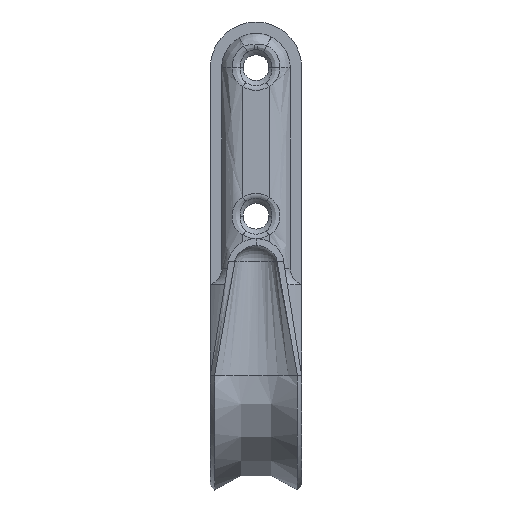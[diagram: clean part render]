
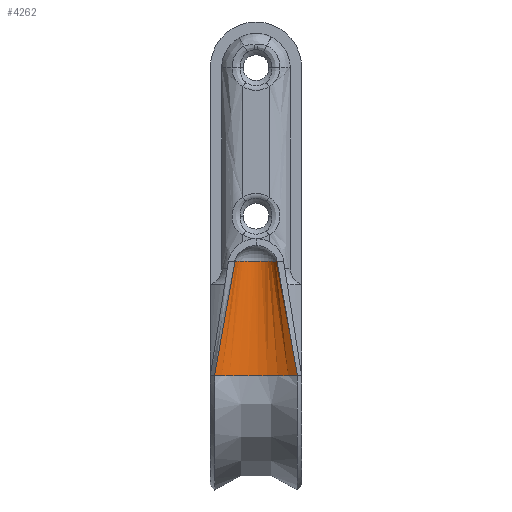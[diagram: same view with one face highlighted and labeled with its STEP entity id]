
A CAD part, top view. The second image highlights one B-rep face of the part: STEP entity #4262.
In plain terms, the highlighted free-form (B-spline) face has degree [3, 1] with [18, 2] control points.
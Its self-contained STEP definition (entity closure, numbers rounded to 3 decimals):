
#93 = CARTESIAN_POINT ( 'NONE',  ( -1.354, 0., 17.56 ) ) ;
#233 = CARTESIAN_POINT ( 'NONE',  ( -6.266, 0., 19.282 ) ) ;
#344 = ORIENTED_EDGE ( 'NONE', *, *, #3506, .F. ) ;
#357 = CARTESIAN_POINT ( 'NONE',  ( -5.474, 10.012, 20. ) ) ;
#358 = CARTESIAN_POINT ( 'NONE',  ( 3.687, 20.023, 20. ) ) ;
#394 = CARTESIAN_POINT ( 'NONE',  ( 3.573, 20.023, 19.715 ) ) ;
#530 = CARTESIAN_POINT ( 'NONE',  ( 1.719, 20.023, 17.866 ) ) ;
#672 = CARTESIAN_POINT ( 'NONE',  ( -1.719, 20.023, 17.866 ) ) ;
#681 = FACE_OUTER_BOUND ( 'NONE', #2688, .T. ) ;
#807 = CARTESIAN_POINT ( 'NONE',  ( -3.573, 20.023, 19.715 ) ) ;
#935 = LINE ( 'NONE', #357, #1003 ) ;
#977 = CARTESIAN_POINT ( 'NONE',  ( 6.785, 0., 19.628 ) ) ;
#1003 = VECTOR ( 'NONE', #5295, 1000. ) ;
#1111 = CARTESIAN_POINT ( 'NONE',  ( 2.677, 0., 17.789 ) ) ;
#1244 = CARTESIAN_POINT ( 'NONE',  ( -2.677, 0., 17.789 ) ) ;
#1379 = CARTESIAN_POINT ( 'NONE',  ( -6.785, 0., 19.628 ) ) ;
#1534 =( BOUNDED_CURVE ( )  B_SPLINE_CURVE ( 3, ( #5348, #2176, #4701, #4453 ),
 .UNSPECIFIED., .F., .F. ) 
 B_SPLINE_CURVE_WITH_KNOTS ( ( 4, 4 ),
 ( 0., 1. ),
 .UNSPECIFIED. ) 
 CURVE ( )  GEOMETRIC_REPRESENTATION_ITEM ( )  RATIONAL_B_SPLINE_CURVE ( ( 1., 0.859, 0.859, 1. ) ) 
 REPRESENTATION_ITEM ( '' )  );
#1548 = CARTESIAN_POINT ( 'NONE',  ( 3.417, 20.023, 19.419 ) ) ;
#1619 = CARTESIAN_POINT ( 'NONE',  ( -3.687, 20.023, 20. ) ) ;
#1669 = CARTESIAN_POINT ( 'NONE',  ( 0.896, 20.023, 17.579 ) ) ;
#1805 = CARTESIAN_POINT ( 'NONE',  ( -2.094, 20.023, 18.074 ) ) ;
#1940 = CARTESIAN_POINT ( 'NONE',  ( -3.687, 20.023, 20. ) ) ;
#2004 = ORIENTED_EDGE ( 'NONE', *, *, #2365, .F. ) ;
#2076 = VECTOR ( 'NONE', #3610, 1000. ) ;
#2111 = CARTESIAN_POINT ( 'NONE',  ( 6.266, 0., 19.282 ) ) ;
#2176 = CARTESIAN_POINT ( 'NONE',  ( 2.818, 0., 16.531 ) ) ;
#2250 = CARTESIAN_POINT ( 'NONE',  ( 1.354, 0., 17.56 ) ) ;
#2365 = EDGE_CURVE ( 'NONE', #3779, #3350, #1534, .T. ) ;
#2386 = CARTESIAN_POINT ( 'NONE',  ( -3.324, 0., 17.96 ) ) ;
#2512 = CARTESIAN_POINT ( 'NONE',  ( -7.262, 0., 20. ) ) ;
#2666 = CARTESIAN_POINT ( 'NONE',  ( 2.997, 20.023, 18.843 ) ) ;
#2688 = EDGE_LOOP ( 'NONE', ( #2004, #344, #3719, #4396 ) ) ;
#2781 = VERTEX_POINT ( 'NONE', #3513 ) ;
#2798 = CARTESIAN_POINT ( 'NONE',  ( 0.448, 20.023, 17.501 ) ) ;
#2930 = CARTESIAN_POINT ( 'NONE',  ( -2.732, 20.023, 18.563 ) ) ;
#3231 = CARTESIAN_POINT ( 'NONE',  ( 5.155, 0., 18.668 ) ) ;
#3350 = VERTEX_POINT ( 'NONE', #4675 ) ;
#3367 = CARTESIAN_POINT ( 'NONE',  ( 0.677, 0., 17.501 ) ) ;
#3504 = CARTESIAN_POINT ( 'NONE',  ( -4.564, 0., 18.399 ) ) ;
#3506 = EDGE_CURVE ( 'NONE', #2781, #3779, #4706, .T. ) ;
#3513 = CARTESIAN_POINT ( 'NONE',  ( 3.687, 20.023, 20. ) ) ;
#3610 = DIRECTION ( 'NONE',  ( 0.176, -0.984, 0. ) ) ;
#3719 = ORIENTED_EDGE ( 'NONE', *, *, #4331, .T. ) ;
#3779 = VERTEX_POINT ( 'NONE', #4436 ) ;
#3796 = CARTESIAN_POINT ( 'NONE',  ( 2.732, 20.023, 18.563 ) ) ;
#3803 = VERTEX_POINT ( 'NONE', #1619 ) ;
#3931 = CARTESIAN_POINT ( 'NONE',  ( -0.448, 20.023, 17.501 ) ) ;
#4068 = CARTESIAN_POINT ( 'NONE',  ( -2.997, 20.023, 18.843 ) ) ;
#4170 = CARTESIAN_POINT ( 'NONE',  ( 5.474, 10.012, 20. ) ) ;
#4194 = CARTESIAN_POINT ( 'NONE',  ( -3.687, 20.023, 20. ) ) ;
#4262 = ADVANCED_FACE ( 'NONE', ( #681 ), #5479, .T. ) ;
#4331 = EDGE_CURVE ( 'NONE', #2781, #3803, #4546, .T. ) ;
#4360 = CARTESIAN_POINT ( 'NONE',  ( 4.564, 0., 18.399 ) ) ;
#4396 = ORIENTED_EDGE ( 'NONE', *, *, #5240, .F. ) ;
#4436 = CARTESIAN_POINT ( 'NONE',  ( 7.262, 0., 20. ) ) ;
#4453 = CARTESIAN_POINT ( 'NONE',  ( -7.262, 0., 20. ) ) ;
#4488 = CARTESIAN_POINT ( 'NONE',  ( -0.677, 0., 17.501 ) ) ;
#4546 =( BOUNDED_CURVE ( )  B_SPLINE_CURVE ( 3, ( #358, #5296, #4735, #4194 ),
 .UNSPECIFIED., .F., .F. ) 
 B_SPLINE_CURVE_WITH_KNOTS ( ( 4, 4 ),
 ( 0., 1. ),
 .UNSPECIFIED. ) 
 CURVE ( )  GEOMETRIC_REPRESENTATION_ITEM ( )  RATIONAL_B_SPLINE_CURVE ( ( 1., 0.58, 0.58, 1. ) ) 
 REPRESENTATION_ITEM ( '' )  );
#4614 = CARTESIAN_POINT ( 'NONE',  ( -5.155, 0., 18.668 ) ) ;
#4675 = CARTESIAN_POINT ( 'NONE',  ( -7.262, 0., 20. ) ) ;
#4701 = CARTESIAN_POINT ( 'NONE',  ( -2.818, 0., 16.531 ) ) ;
#4706 = LINE ( 'NONE', #4170, #2076 ) ;
#4735 = CARTESIAN_POINT ( 'NONE',  ( -2.118, 20.023, 16.066 ) ) ;
#4776 = CARTESIAN_POINT ( 'NONE',  ( 3.687, 20.023, 20. ) ) ;
#4910 = CARTESIAN_POINT ( 'NONE',  ( 2.094, 20.023, 18.074 ) ) ;
#5040 = CARTESIAN_POINT ( 'NONE',  ( -0.896, 20.023, 17.579 ) ) ;
#5170 = CARTESIAN_POINT ( 'NONE',  ( -3.417, 20.023, 19.419 ) ) ;
#5240 = EDGE_CURVE ( 'NONE', #3350, #3803, #935, .T. ) ;
#5295 = DIRECTION ( 'NONE',  ( 0.176, 0.984, 0. ) ) ;
#5296 = CARTESIAN_POINT ( 'NONE',  ( 2.118, 20.023, 16.066 ) ) ;
#5335 = CARTESIAN_POINT ( 'NONE',  ( 7.262, 0., 20. ) ) ;
#5348 = CARTESIAN_POINT ( 'NONE',  ( 7.262, 0., 20. ) ) ;
#5465 = CARTESIAN_POINT ( 'NONE',  ( 3.324, 0., 17.96 ) ) ;
#5479 = B_SPLINE_SURFACE_WITH_KNOTS ( 'NONE', 3, 1, ( 
 ( #2512, #1940 ),
 ( #1379, #807 ),
 ( #233, #5170 ),
 ( #4614, #4068 ),
 ( #3504, #2930 ),
 ( #2386, #1805 ),
 ( #1244, #672 ),
 ( #93, #5040 ),
 ( #4488, #3931 ),
 ( #3367, #2798 ),
 ( #2250, #1669 ),
 ( #1111, #530 ),
 ( #5465, #4910 ),
 ( #4360, #3796 ),
 ( #3231, #2666 ),
 ( #2111, #1548 ),
 ( #977, #394 ),
 ( #5335, #4776 ) ),
 .UNSPECIFIED., .F., .F., .F.,
 ( 4, 2, 2, 2, 2, 2, 2, 2, 4 ),
 ( 2, 2 ),
 ( 0., 0.125, 0.25, 0.375, 0.5, 0.625, 0.75, 0.875, 1. ),
 ( 0., 1. ),
 .UNSPECIFIED. ) ;
